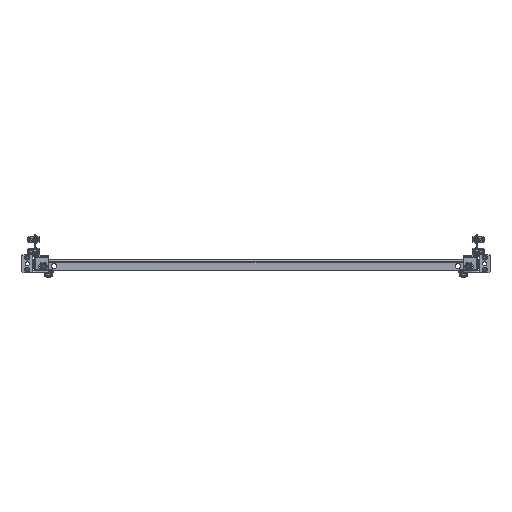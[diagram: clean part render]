
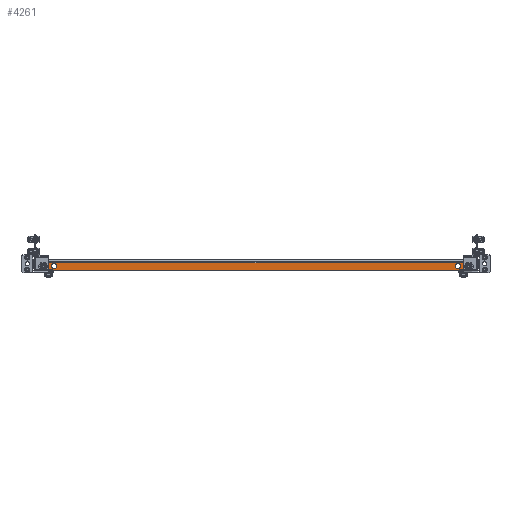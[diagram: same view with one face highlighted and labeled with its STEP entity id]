
A CAD part, front view. The second image highlights one B-rep face of the part: STEP entity #4261.
In plain terms, the highlighted planar face has unit normal (0, -1, 0).
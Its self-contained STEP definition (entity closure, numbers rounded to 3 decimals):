
#195 = ORIENTED_EDGE ( 'NONE', *, *, #14521, .T. ) ;
#676 = CARTESIAN_POINT ( 'NONE',  ( -412.5, -1048., -5. ) ) ;
#951 = VERTEX_POINT ( 'NONE', #3448 ) ;
#1426 = CARTESIAN_POINT ( 'NONE',  ( -441.146, -1048., -15. ) ) ;
#1549 = DIRECTION ( 'NONE',  ( 0., 1., 0. ) ) ;
#1612 = DIRECTION ( 'NONE',  ( 1., 0., 0. ) ) ;
#1804 = EDGE_CURVE ( 'NONE', #951, #2292, #4758, .T. ) ;
#2102 = LINE ( 'NONE', #18835, #10535 ) ;
#2114 = CARTESIAN_POINT ( 'NONE',  ( 446.146, -1048., -3.3 ) ) ;
#2292 = VERTEX_POINT ( 'NONE', #3805 ) ;
#2301 = VERTEX_POINT ( 'NONE', #2114 ) ;
#2610 = FACE_BOUND ( 'NONE', #8248, .T. ) ;
#2701 = ORIENTED_EDGE ( 'NONE', *, *, #10954, .T. ) ;
#3197 = VERTEX_POINT ( 'NONE', #5333 ) ;
#3251 = DIRECTION ( 'NONE',  ( 0., 0., -1. ) ) ;
#3448 = CARTESIAN_POINT ( 'NONE',  ( -435., -1048., -5. ) ) ;
#3465 = AXIS2_PLACEMENT_3D ( 'NONE', #14717, #1549, #12953 ) ;
#3489 = AXIS2_PLACEMENT_3D ( 'NONE', #19372, #6296, #9641 ) ;
#3631 = DIRECTION ( 'NONE',  ( 0., -1., 0. ) ) ;
#3650 = CARTESIAN_POINT ( 'NONE',  ( 412.5, -1048., -16. ) ) ;
#3707 = ORIENTED_EDGE ( 'NONE', *, *, #20494, .F. ) ;
#3788 = CIRCLE ( 'NONE', #20187, 5.5 ) ;
#3805 = CARTESIAN_POINT ( 'NONE',  ( -435., -1048., -16. ) ) ;
#4257 = VERTEX_POINT ( 'NONE', #13657 ) ;
#4261 = ADVANCED_FACE ( 'NONE', ( #6929, #4628, #9217, #2610, #20652 ), #10506, .F. ) ;
#4303 = DIRECTION ( 'NONE',  ( 0., 0., 1. ) ) ;
#4460 = CARTESIAN_POINT ( 'NONE',  ( 446.146, -1048., -15. ) ) ;
#4564 = AXIS2_PLACEMENT_3D ( 'NONE', #11410, #4856, #9765 ) ;
#4628 = FACE_BOUND ( 'NONE', #6940, .T. ) ;
#4671 = EDGE_CURVE ( 'NONE', #5771, #4257, #9940, .T. ) ;
#4739 = CARTESIAN_POINT ( 'NONE',  ( 449.5, -1048., -3.3 ) ) ;
#4758 = CIRCLE ( 'NONE', #20837, 5.5 ) ;
#4856 = DIRECTION ( 'NONE',  ( 0., 1., 0. ) ) ;
#5172 = VECTOR ( 'NONE', #18357, 1000. ) ;
#5333 = CARTESIAN_POINT ( 'NONE',  ( -446.146, -1048., -3.3 ) ) ;
#5435 = ORIENTED_EDGE ( 'NONE', *, *, #17393, .F. ) ;
#5771 = VERTEX_POINT ( 'NONE', #10083 ) ;
#5817 = ORIENTED_EDGE ( 'NONE', *, *, #10214, .T. ) ;
#5885 = VECTOR ( 'NONE', #3251, 1000. ) ;
#5964 = DIRECTION ( 'NONE',  ( 0., -1., 0. ) ) ;
#6048 = EDGE_LOOP ( 'NONE', ( #15411, #5817, #10688, #20183, #20540, #2701 ) ) ;
#6296 = DIRECTION ( 'NONE',  ( 0., 1., 0. ) ) ;
#6457 = CIRCLE ( 'NONE', #16761, 5.5 ) ;
#6466 = DIRECTION ( 'NONE',  ( 0., 0., 1. ) ) ;
#6482 = AXIS2_PLACEMENT_3D ( 'NONE', #12084, #7030, #7098 ) ;
#6514 = CARTESIAN_POINT ( 'NONE',  ( -441.146, -1048., -20. ) ) ;
#6660 = CARTESIAN_POINT ( 'NONE',  ( -435., -1048., -10.5 ) ) ;
#6750 = CARTESIAN_POINT ( 'NONE',  ( 412.5, -1048., -10.5 ) ) ;
#6860 = CARTESIAN_POINT ( 'NONE',  ( -412.5, -1048., -10.5 ) ) ;
#6870 = VERTEX_POINT ( 'NONE', #676 ) ;
#6929 = FACE_BOUND ( 'NONE', #17071, .T. ) ;
#6940 = EDGE_LOOP ( 'NONE', ( #19450, #195 ) ) ;
#7030 = DIRECTION ( 'NONE',  ( 0., 1., 0. ) ) ;
#7098 = DIRECTION ( 'NONE',  ( 0., 0., 1. ) ) ;
#7618 = DIRECTION ( 'NONE',  ( 0., 0., -1. ) ) ;
#7632 = CARTESIAN_POINT ( 'NONE',  ( -412.5, -1048., -10.5 ) ) ;
#7917 = VERTEX_POINT ( 'NONE', #15165 ) ;
#8043 = EDGE_CURVE ( 'NONE', #3197, #2301, #14547, .T. ) ;
#8248 = EDGE_LOOP ( 'NONE', ( #5435, #9145 ) ) ;
#8311 = DIRECTION ( 'NONE',  ( 0., 0., -1. ) ) ;
#8474 = EDGE_CURVE ( 'NONE', #2301, #14399, #12753, .T. ) ;
#8566 = CARTESIAN_POINT ( 'NONE',  ( 412.5, -1048., -5. ) ) ;
#9016 = CIRCLE ( 'NONE', #15544, 5.5 ) ;
#9145 = ORIENTED_EDGE ( 'NONE', *, *, #9633, .F. ) ;
#9170 = AXIS2_PLACEMENT_3D ( 'NONE', #20547, #17371, #7618 ) ;
#9217 = FACE_BOUND ( 'NONE', #14936, .T. ) ;
#9633 = EDGE_CURVE ( 'NONE', #6870, #10422, #3788, .T. ) ;
#9641 = DIRECTION ( 'NONE',  ( 0., 0., -1. ) ) ;
#9765 = DIRECTION ( 'NONE',  ( 0., 0., -1. ) ) ;
#9940 = CIRCLE ( 'NONE', #4564, 5.5 ) ;
#10083 = CARTESIAN_POINT ( 'NONE',  ( 435., -1048., -16. ) ) ;
#10102 = ORIENTED_EDGE ( 'NONE', *, *, #4671, .T. ) ;
#10214 = EDGE_CURVE ( 'NONE', #7917, #14399, #12215, .T. ) ;
#10422 = VERTEX_POINT ( 'NONE', #20919 ) ;
#10493 = CARTESIAN_POINT ( 'NONE',  ( -446.146, -1048., 0. ) ) ;
#10506 = PLANE ( 'NONE',  #6482 ) ;
#10535 = VECTOR ( 'NONE', #12178, 1000. ) ;
#10688 = ORIENTED_EDGE ( 'NONE', *, *, #8474, .F. ) ;
#10810 = AXIS2_PLACEMENT_3D ( 'NONE', #15761, #5964, #4303 ) ;
#10954 = EDGE_CURVE ( 'NONE', #15857, #12415, #20546, .T. ) ;
#11111 = DIRECTION ( 'NONE',  ( 0., -1., 0. ) ) ;
#11329 = CIRCLE ( 'NONE', #3465, 5.5 ) ;
#11364 = CIRCLE ( 'NONE', #3489, 5.5 ) ;
#11410 = CARTESIAN_POINT ( 'NONE',  ( 435., -1048., -10.5 ) ) ;
#12084 = CARTESIAN_POINT ( 'NONE',  ( -449.5, -1048., 0. ) ) ;
#12178 = DIRECTION ( 'NONE',  ( 1., 0., 0. ) ) ;
#12215 = CIRCLE ( 'NONE', #10810, 5. ) ;
#12415 = VERTEX_POINT ( 'NONE', #6514 ) ;
#12753 = LINE ( 'NONE', #14248, #5885 ) ;
#12820 = DIRECTION ( 'NONE',  ( 0., -1., 0. ) ) ;
#12953 = DIRECTION ( 'NONE',  ( 0., 0., -1. ) ) ;
#13427 = DIRECTION ( 'NONE',  ( 0., 0., -1. ) ) ;
#13657 = CARTESIAN_POINT ( 'NONE',  ( 435., -1048., -5. ) ) ;
#14109 = VERTEX_POINT ( 'NONE', #8566 ) ;
#14188 = DIRECTION ( 'NONE',  ( 0., 0., -1. ) ) ;
#14248 = CARTESIAN_POINT ( 'NONE',  ( 446.146, -1048., 0. ) ) ;
#14282 = VECTOR ( 'NONE', #1612, 1000. ) ;
#14399 = VERTEX_POINT ( 'NONE', #4460 ) ;
#14521 = EDGE_CURVE ( 'NONE', #14109, #14644, #11329, .T. ) ;
#14547 = LINE ( 'NONE', #4739, #14282 ) ;
#14635 = AXIS2_PLACEMENT_3D ( 'NONE', #1426, #12820, #6466 ) ;
#14644 = VERTEX_POINT ( 'NONE', #3650 ) ;
#14717 = CARTESIAN_POINT ( 'NONE',  ( 412.5, -1048., -10.5 ) ) ;
#14847 = CIRCLE ( 'NONE', #9170, 5.5 ) ;
#14936 = EDGE_LOOP ( 'NONE', ( #3707, #16679 ) ) ;
#14971 = DIRECTION ( 'NONE',  ( 0., 0., -1. ) ) ;
#15165 = CARTESIAN_POINT ( 'NONE',  ( 441.146, -1048., -20. ) ) ;
#15411 = ORIENTED_EDGE ( 'NONE', *, *, #18431, .T. ) ;
#15544 = AXIS2_PLACEMENT_3D ( 'NONE', #6860, #3631, #14971 ) ;
#15761 = CARTESIAN_POINT ( 'NONE',  ( 441.146, -1048., -15. ) ) ;
#15795 = EDGE_CURVE ( 'NONE', #4257, #5771, #11364, .T. ) ;
#15857 = VERTEX_POINT ( 'NONE', #16742 ) ;
#16398 = LINE ( 'NONE', #10493, #5172 ) ;
#16423 = DIRECTION ( 'NONE',  ( 0., 1., 0. ) ) ;
#16679 = ORIENTED_EDGE ( 'NONE', *, *, #1804, .F. ) ;
#16742 = CARTESIAN_POINT ( 'NONE',  ( -446.146, -1048., -15. ) ) ;
#16761 = AXIS2_PLACEMENT_3D ( 'NONE', #6750, #16423, #8311 ) ;
#17071 = EDGE_LOOP ( 'NONE', ( #10102, #19513 ) ) ;
#17371 = DIRECTION ( 'NONE',  ( 0., -1., 0. ) ) ;
#17393 = EDGE_CURVE ( 'NONE', #10422, #6870, #9016, .T. ) ;
#17501 = EDGE_CURVE ( 'NONE', #3197, #15857, #16398, .T. ) ;
#18165 = EDGE_CURVE ( 'NONE', #14644, #14109, #6457, .T. ) ;
#18357 = DIRECTION ( 'NONE',  ( 0., 0., -1. ) ) ;
#18431 = EDGE_CURVE ( 'NONE', #12415, #7917, #2102, .T. ) ;
#18835 = CARTESIAN_POINT ( 'NONE',  ( -449.5, -1048., -20. ) ) ;
#19372 = CARTESIAN_POINT ( 'NONE',  ( 435., -1048., -10.5 ) ) ;
#19450 = ORIENTED_EDGE ( 'NONE', *, *, #18165, .T. ) ;
#19513 = ORIENTED_EDGE ( 'NONE', *, *, #15795, .T. ) ;
#19734 = DIRECTION ( 'NONE',  ( 0., -1., 0. ) ) ;
#20183 = ORIENTED_EDGE ( 'NONE', *, *, #8043, .F. ) ;
#20187 = AXIS2_PLACEMENT_3D ( 'NONE', #7632, #11111, #14188 ) ;
#20494 = EDGE_CURVE ( 'NONE', #2292, #951, #14847, .T. ) ;
#20540 = ORIENTED_EDGE ( 'NONE', *, *, #17501, .T. ) ;
#20546 = CIRCLE ( 'NONE', #14635, 5. ) ;
#20547 = CARTESIAN_POINT ( 'NONE',  ( -435., -1048., -10.5 ) ) ;
#20652 = FACE_OUTER_BOUND ( 'NONE', #6048, .T. ) ;
#20837 = AXIS2_PLACEMENT_3D ( 'NONE', #6660, #19734, #13427 ) ;
#20919 = CARTESIAN_POINT ( 'NONE',  ( -412.5, -1048., -16. ) ) ;
